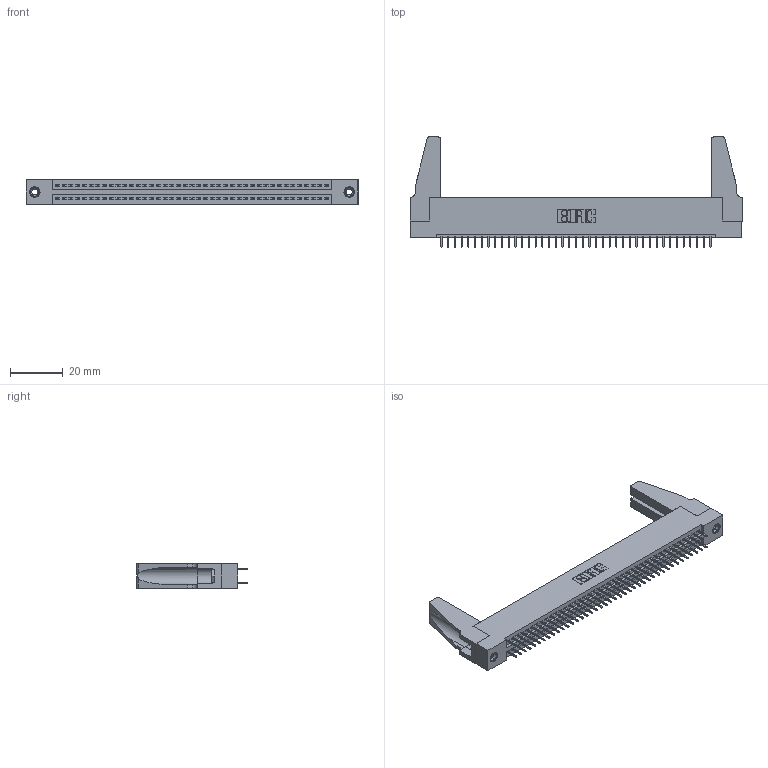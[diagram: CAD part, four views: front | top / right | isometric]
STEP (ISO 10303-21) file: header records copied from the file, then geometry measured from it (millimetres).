
FILE_DESCRIPTION (( 'STEP AP203' ), '1' );
FILE_NAME ('395-082-525-288.STEP', '2020-09-25T11:37:48', ( '' ), ( '' ), 'SwSTEP 2.0', 'SolidWorks 2020', '' );
FILE_SCHEMA (( 'CONFIG_CONTROL_DESIGN' ));
Length unit declared in the file: inch
Products named in the file (5): 345-220-078_345-220-088; 345 Part_Flush Mounting Lugs - 0.156 Dia-TH; 345-292-001_345-293-125; 345-250-001_345-250-001-102; 395-082-525-288
Assembly tree (87 placements, depth 2):
  395-082-525-288
    345 Part_Flush Mounting Lugs - 0.156 Dia-TH
    345-292-001_345-293-125  x82
    345-250-001_345-250-001-102  x2
    345-220-078_345-220-088  x2
Bounding box: 125.37 x 41.58 x 9.4 mm (x, y, z)
Volume: 15287.2 mm3; surface area: 20485.4 mm2
Topology: 87 solids, 87 shells, 4678 faces, 13201 edges, 8462 vertices
Faces by surface type: plane 3350, cylinder 1312, cone 12, torus 4
Entity records: 34526 total; most frequent: CARTESIAN_POINT 5782, ORIENTED_EDGE 5676, DIRECTION 5106, EDGE_CURVE 2838, LINE 2504, VECTOR 2504, VERTEX_POINT 1882, AXIS2_PLACEMENT_3D 1301
